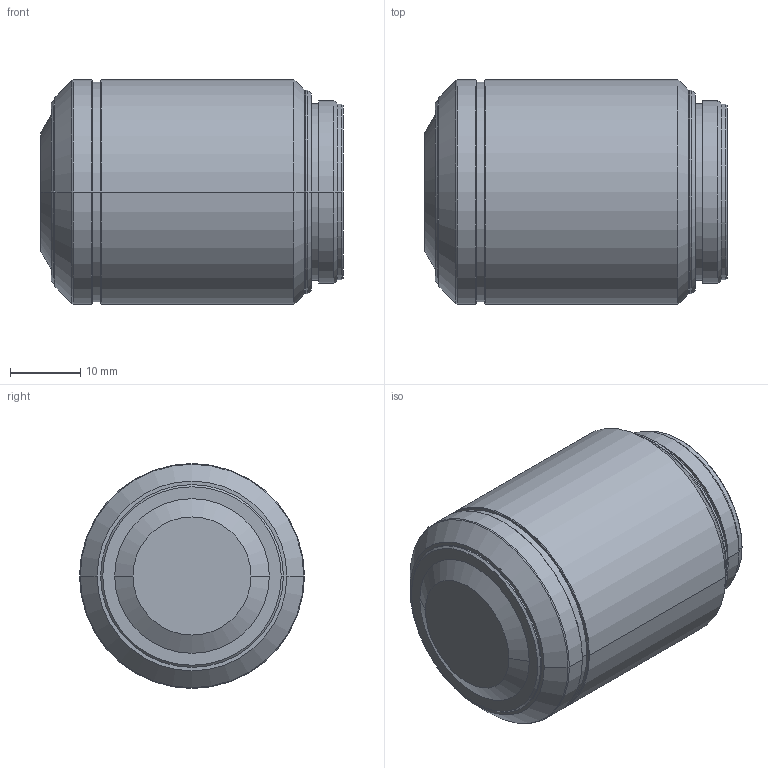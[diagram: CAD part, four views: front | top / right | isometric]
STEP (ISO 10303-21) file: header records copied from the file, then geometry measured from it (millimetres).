
FILE_DESCRIPTION (( 'STEP AP203' ), '1' );
FILE_NAME ('690090.step', '2025-04-14T08:41:07', ( 'MSI' ), ( '' ), 'SwSTEP 2.0', 'SolidWorks 2020', '' );
FILE_SCHEMA (( 'CONFIG_CONTROL_DESIGN' ));
Length unit declared in the file: millimetre
Products named in the file (3): MPLFLN10XBD.stp; 690090; 690090.stp
Assembly tree (2 placements, depth 3):
  690090
    690090.stp
      MPLFLN10XBD.stp
Bounding box: 43 x 32 x 32 mm (x, y, z)
Volume: 31759.1 mm3; surface area: 5535.2 mm2
Topology: 1 solids, 1 shells, 47 faces, 92 edges, 54 vertices
Faces by surface type: cone 22, cylinder 16, plane 9
Entity records: 1513 total; most frequent: DIRECTION 252, CARTESIAN_POINT 199, ORIENTED_EDGE 184, AXIS2_PLACEMENT_3D 107, EDGE_CURVE 92, VERTEX_POINT 54, CIRCLE 54, EDGE_LOOP 54
